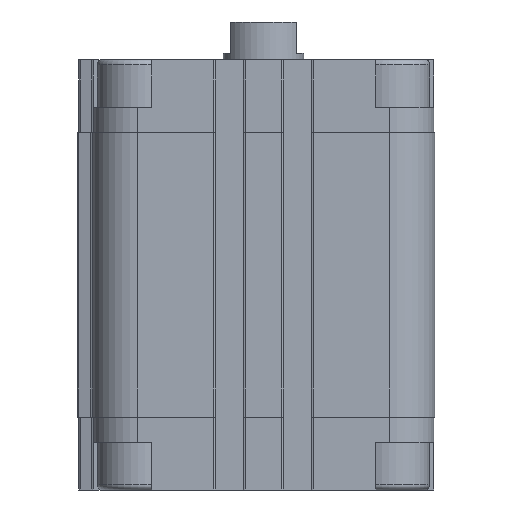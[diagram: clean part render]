
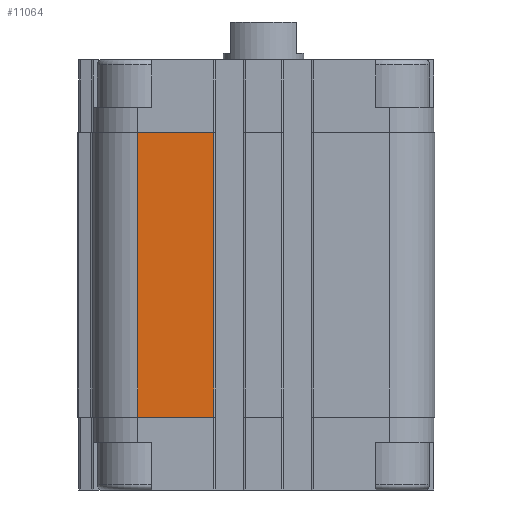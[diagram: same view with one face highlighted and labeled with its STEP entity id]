
A CAD part, left-side view. The second image highlights one B-rep face of the part: STEP entity #11064.
In plain terms, the highlighted face is planar.
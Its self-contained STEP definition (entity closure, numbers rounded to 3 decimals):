
#202=LINE('',#16705,#1238);
#538=LINE('',#17620,#1574);
#558=LINE('',#17707,#1594);
#559=LINE('',#17709,#1595);
#1238=VECTOR('',#12992,1000.);
#1574=VECTOR('',#13836,1000.);
#1594=VECTOR('',#13960,1000.);
#1595=VECTOR('',#13963,1000.);
#2238=PLANE('',#11963);
#4169=ORIENTED_EDGE('',*,*,#6989,.F.);
#4170=ORIENTED_EDGE('',*,*,#7033,.F.);
#4171=ORIENTED_EDGE('',*,*,#6528,.T.);
#4172=ORIENTED_EDGE('',*,*,#7034,.T.);
#6528=EDGE_CURVE('',#8142,#8141,#202,.T.);
#6989=EDGE_CURVE('',#8466,#8467,#538,.T.);
#7033=EDGE_CURVE('',#8142,#8466,#558,.T.);
#7034=EDGE_CURVE('',#8141,#8467,#559,.T.);
#8141=VERTEX_POINT('',#16704);
#8142=VERTEX_POINT('',#16706);
#8466=VERTEX_POINT('',#17619);
#8467=VERTEX_POINT('',#17621);
#9548=EDGE_LOOP('',(#4169,#4170,#4171,#4172));
#10298=FACE_BOUND('',#9548,.T.);
#11064=ADVANCED_FACE('',(#10298),#2238,.T.);
#11963=AXIS2_PLACEMENT_3D('',#17708,#13961,#13962);
#12992=DIRECTION('',(0.,1.,0.));
#13836=DIRECTION('',(0.,1.,0.));
#13960=DIRECTION('',(0.,0.,1.));
#13961=DIRECTION('',(1.,0.,0.));
#13962=DIRECTION('',(0.,0.,-1.));
#13963=DIRECTION('',(0.,0.,1.));
#16704=CARTESIAN_POINT('',(34.,-9.85,-71.));
#16705=CARTESIAN_POINT('',(34.,-25.,-71.));
#16706=CARTESIAN_POINT('',(34.,-25.,-71.));
#17619=CARTESIAN_POINT('',(34.,-25.,-14.5));
#17620=CARTESIAN_POINT('',(34.,-25.,-14.5));
#17621=CARTESIAN_POINT('',(34.,-9.85,-14.5));
#17707=CARTESIAN_POINT('',(34.,-25.,-71.));
#17708=CARTESIAN_POINT('',(34.,-25.,-71.));
#17709=CARTESIAN_POINT('',(34.,-9.85,-71.));
